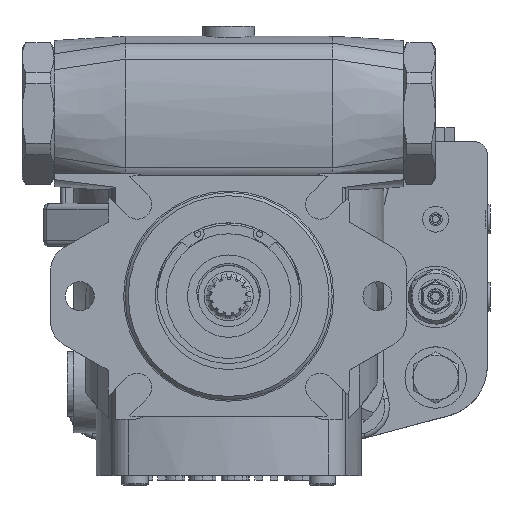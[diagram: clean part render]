
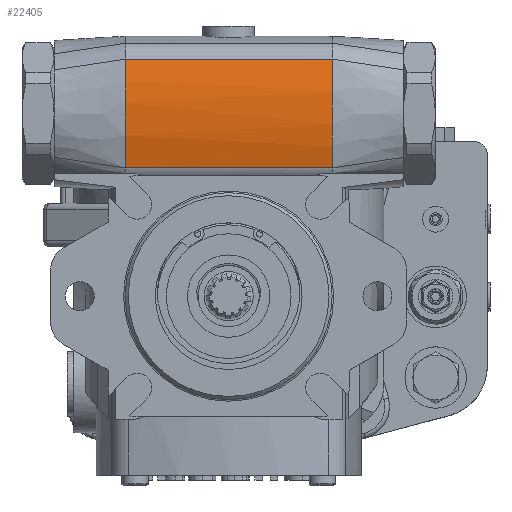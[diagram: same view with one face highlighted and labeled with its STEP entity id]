
A CAD part, top view. The second image highlights one B-rep face of the part: STEP entity #22405.
In plain terms, the highlighted cylindrical face has radius 101.6 mm (diameter 203.2 mm), a partial arc.
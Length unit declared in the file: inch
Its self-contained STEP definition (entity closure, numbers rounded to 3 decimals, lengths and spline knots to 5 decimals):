
#19327=CARTESIAN_POINT('',(-2.0,4.58058,-1.39043));
#19328=VERTEX_POINT('',#19327);
#19347=CARTESIAN_POINT('',(2.0,4.58058,-1.39043));
#19348=VERTEX_POINT('',#19347);
#19366=CARTESIAN_POINT('',(2.0,4.58058,-1.39043));
#19367=DIRECTION('',(-1.0,0.0,0.0));
#19368=VECTOR('',#19367,4.0);
#19369=LINE('',#19366,#19368);
#19370=EDGE_CURVE('',#19348,#19328,#19369,.T.);
#22345=CARTESIAN_POINT('',(0.,3.53,-5.25));
#22346=DIRECTION('',(1.0,0.0,0.0));
#22347=DIRECTION('',(0.0,0.273,0.962));
#22348=AXIS2_PLACEMENT_3D('',#22345,#22346,#22347);
#22349=CYLINDRICAL_SURFACE('',#22348,4.);
#22350=CARTESIAN_POINT('',(-2.,2.47942,-1.39043));
#22351=VERTEX_POINT('',#22350);
#22352=CARTESIAN_POINT('',(-2.,2.47942,-1.39043));
#22353=CARTESIAN_POINT('',(-2.,2.57353,-1.36481));
#22354=CARTESIAN_POINT('',(-1.99983,2.66854,-1.34265));
#22355=CARTESIAN_POINT('',(-1.99985,2.86214,-1.30489));
#22356=CARTESIAN_POINT('',(-2.00009,2.9605,-1.28949));
#22357=CARTESIAN_POINT('',(-1.99984,3.12626,-1.26986));
#22358=CARTESIAN_POINT('',(-1.99967,3.19318,-1.26364));
#22359=CARTESIAN_POINT('',(-1.99963,3.35048,-1.25301));
#22360=CARTESIAN_POINT('',(-2.,3.44029,-1.25));
#22361=CARTESIAN_POINT('',(-2.,3.61985,-1.25));
#22362=CARTESIAN_POINT('',(-1.99964,3.70977,-1.25302));
#22363=CARTESIAN_POINT('',(-1.99967,3.8672,-1.26367));
#22364=CARTESIAN_POINT('',(-1.99984,3.93416,-1.2699));
#22365=CARTESIAN_POINT('',(-2.00009,4.09993,-1.28955));
#22366=CARTESIAN_POINT('',(-1.99985,4.19826,-1.30496));
#22367=CARTESIAN_POINT('',(-1.99983,4.39171,-1.3427));
#22368=CARTESIAN_POINT('',(-2.,4.4866,-1.36485));
#22369=CARTESIAN_POINT('',(-2.,4.58058,-1.39043));
#22370=B_SPLINE_CURVE_WITH_KNOTS('',3,(#22352,#22353,#22354,#22355,#22356,#22357,#22358,#22359,#22360,#22361,#22362,#22363,#22364,#22365,#22366,#22367,#22368,#22369),.UNSPECIFIED.,.F.,.U.,(4,2,2,2,2,2,2,2,4),(0.,0.7432,1.50199,2.01246,2.69942,3.3874,3.89838,4.65732,5.3999),.UNSPECIFIED.);
#22371=EDGE_CURVE('',#22351,#19328,#22370,.T.);
#22372=ORIENTED_EDGE('',*,*,#22371,.T.);
#22373=ORIENTED_EDGE('',*,*,#19370,.F.);
#22374=CARTESIAN_POINT('',(2.,2.47942,-1.39043));
#22375=VERTEX_POINT('',#22374);
#22376=CARTESIAN_POINT('',(2.,4.58058,-1.39043));
#22377=CARTESIAN_POINT('',(2.,4.48664,-1.36486));
#22378=CARTESIAN_POINT('',(1.99982,4.39179,-1.34272));
#22379=CARTESIAN_POINT('',(1.99985,4.19837,-1.30498));
#22380=CARTESIAN_POINT('',(2.00009,4.10004,-1.28957));
#22381=CARTESIAN_POINT('',(1.99983,3.93423,-1.26991));
#22382=CARTESIAN_POINT('',(1.99966,3.86726,-1.26368));
#22383=CARTESIAN_POINT('',(1.99962,3.70974,-1.25301));
#22384=CARTESIAN_POINT('',(2.,3.61982,-1.25));
#22385=CARTESIAN_POINT('',(2.,3.44018,-1.25));
#22386=CARTESIAN_POINT('',(1.99962,3.35026,-1.25301));
#22387=CARTESIAN_POINT('',(1.99966,3.19274,-1.26368));
#22388=CARTESIAN_POINT('',(1.99983,3.12577,-1.26991));
#22389=CARTESIAN_POINT('',(2.00009,2.95996,-1.28957));
#22390=CARTESIAN_POINT('',(1.99985,2.86163,-1.30498));
#22391=CARTESIAN_POINT('',(1.99982,2.66821,-1.34272));
#22392=CARTESIAN_POINT('',(2.,2.57336,-1.36486));
#22393=CARTESIAN_POINT('',(2.,2.47942,-1.39043));
#22394=B_SPLINE_CURVE_WITH_KNOTS('',3,(#22376,#22377,#22378,#22379,#22380,#22381,#22382,#22383,#22384,#22385,#22386,#22387,#22388,#22389,#22390,#22391,#22392,#22393),.UNSPECIFIED.,.F.,.U.,(4,2,2,2,2,2,2,2,4),(-5.39859,-4.65668,-3.89805,-3.3873,-2.6993,-2.01129,-1.50054,-0.74191,0.),.UNSPECIFIED.);
#22395=EDGE_CURVE('',#19348,#22375,#22394,.T.);
#22396=ORIENTED_EDGE('',*,*,#22395,.T.);
#22397=CARTESIAN_POINT('',(2.,2.47942,-1.39043));
#22398=DIRECTION('',(-1.0,0.0,0.0));
#22399=VECTOR('',#22398,4.);
#22400=LINE('',#22397,#22399);
#22401=EDGE_CURVE('',#22375,#22351,#22400,.T.);
#22402=ORIENTED_EDGE('',*,*,#22401,.T.);
#22403=EDGE_LOOP('',(#22372,#22373,#22396,#22402));
#22404=FACE_OUTER_BOUND('',#22403,.T.);
#22405=ADVANCED_FACE('',(#22404),#22349,.F.);
